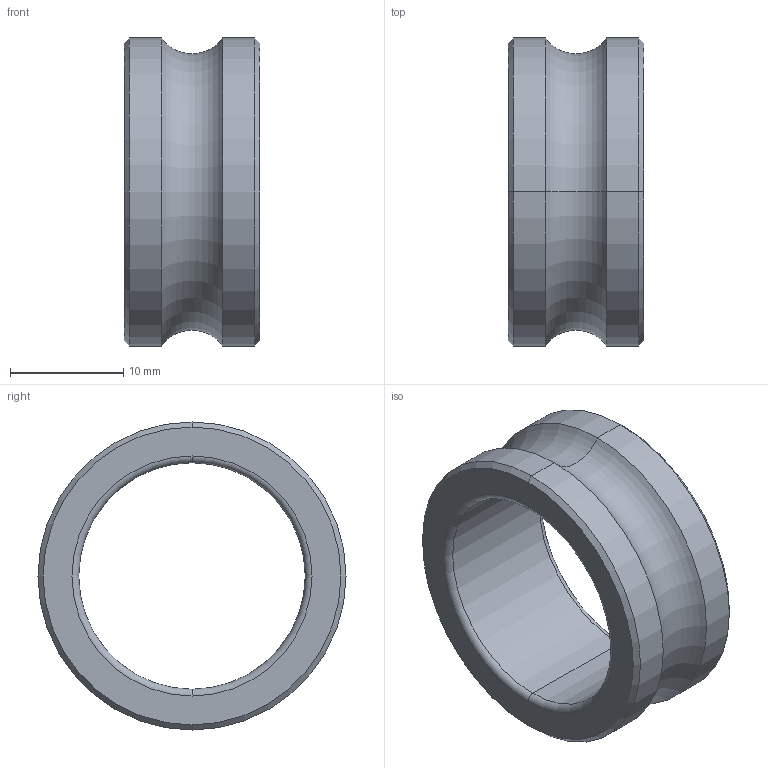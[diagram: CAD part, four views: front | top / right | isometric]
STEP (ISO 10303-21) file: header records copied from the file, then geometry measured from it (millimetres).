
FILE_DESCRIPTION(/* description */ ('VariCAD 2021-1.02 AP-214'),/* implementation_level */ '2;1');
FILE_NAME(/* name */ 'part-35_SKF6004_d20_D42_B12_bus.stp',/* time_stamp */ '2022-06-12T18:42:09+02:00',/* author */ (''),/* organization */ (''),/* preprocessor_version */ 'VariCAD 2021-1.02',/* originating_system */ 'VariCAD 2021-1.02; kernel version (20180118)',/* authorisation */ '');
FILE_SCHEMA(('AUTOMOTIVE_DESIGN'));
Length unit declared in the file: millimetre
Products named in the file (2): part-35_SKF6004_d20_D42_B12_bus
Assembly tree (1 placements, depth 2):
  part-35_SKF6004_d20_D42_B12_bus
    (unnamed)
Bounding box: 12 x 27.2 x 27.2 mm (x, y, z)
Volume: 2742.3 mm3; surface area: 2277.9 mm2
Topology: 1 solids, 1 shells, 18 faces, 36 edges, 20 vertices
Faces by surface type: torus 6, cylinder 6, cone 4, plane 2
Entity records: 528 total; most frequent: DIRECTION 106, CARTESIAN_POINT 78, ORIENTED_EDGE 72, AXIS2_PLACEMENT_3D 48, EDGE_CURVE 36, CIRCLE 26, EDGE_LOOP 20, VERTEX_POINT 20
